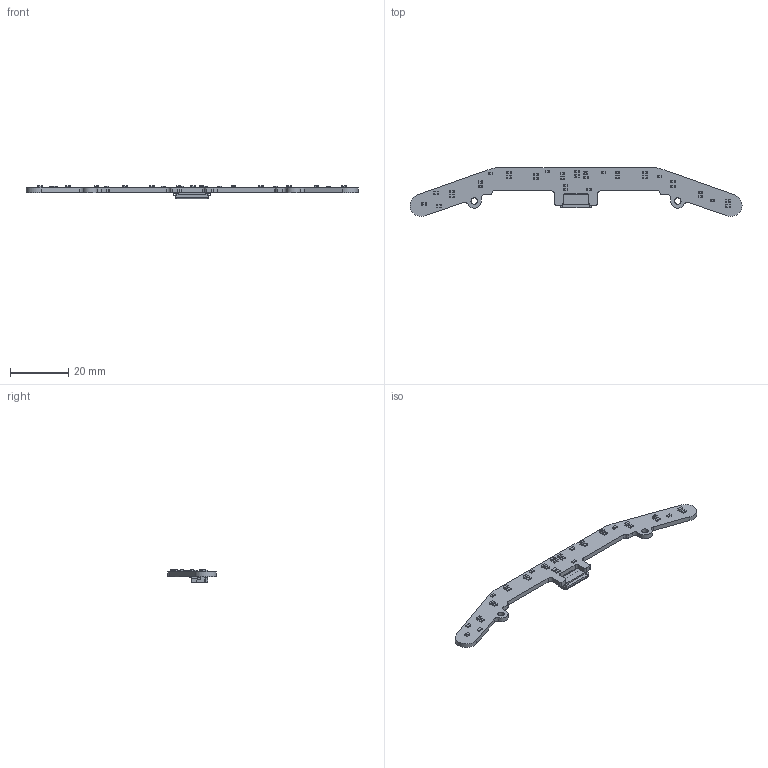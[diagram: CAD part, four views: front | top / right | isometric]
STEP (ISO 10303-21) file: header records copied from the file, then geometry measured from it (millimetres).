
FILE_DESCRIPTION(('KiCad electronic assembly'),'2;1');
FILE_NAME('12sensor.step','2024-11-24T15:52:19',('Pcbnew'),('Kicad'), 'Open CASCADE STEP processor 7.8','KiCad to STEP converter','Unknown' );
FILE_SCHEMA(('AUTOMOTIVE_DESIGN { 1 0 10303 214 1 1 1 1 }'));
Length unit declared in the file: millimetre
Products named in the file (8): 12sensor 1; C_0603_1608Metric; R_0603_1608Metric; Hirose_FH12-17S-0.5SH_1x17-1MP_P0.50mm_Horizontal; Hirose_FH12_xxS_0_5SH_Parametric_v0_1; 12sensor_PCB
Assembly tree (40 placements, depth 3):
  12sensor 1
    C_0603_1608Metric  x14
      C_0603_1608Metric
    R_0603_1608Metric  x21
      R_0603_1608Metric
    Hirose_FH12-17S-0.5SH_1x17-1MP_P0.50mm_Horizontal
      Hirose_FH12_xxS_0_5SH_Parametric_v0_1
    12sensor_PCB
Bounding box: 114.11 x 16.81 x 4.5 mm (x, y, z)
Volume: 1690.7 mm3; surface area: 2980.9 mm2
Topology: 39 solids, 39 shells, 1244 faces, 3326 edges, 2188 vertices
Faces by surface type: plane 858, cylinder 386
Full cylindrical faces by diameter (mm): 2.2 x2
Entity records: 12452 total; most frequent: CARTESIAN_POINT 2115, ORIENTED_EDGE 2060, DIRECTION 1972, EDGE_CURVE 1030, LINE 890, VECTOR 890, VERTEX_POINT 684, AXIS2_PLACEMENT_3D 541
